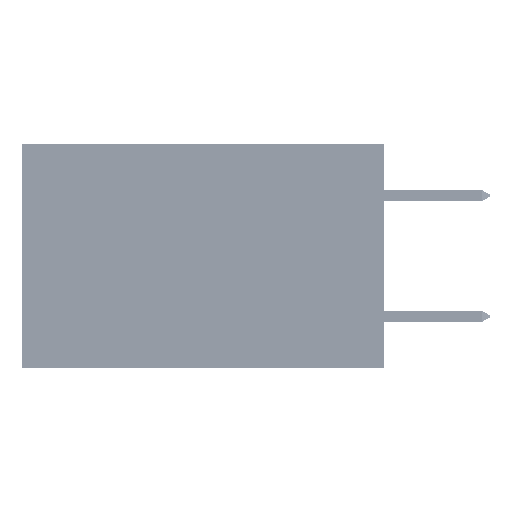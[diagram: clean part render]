
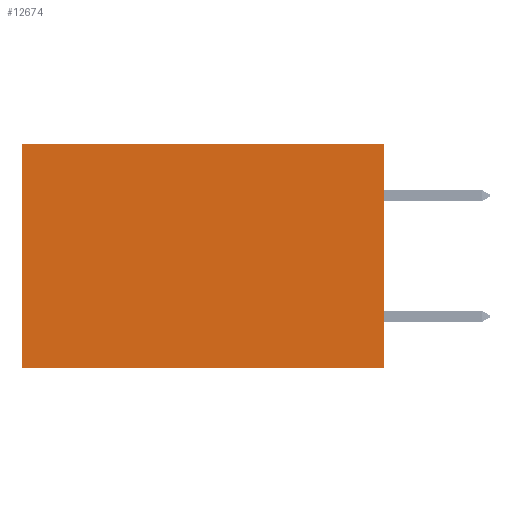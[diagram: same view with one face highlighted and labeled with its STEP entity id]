
A CAD part, left-side view. The second image highlights one B-rep face of the part: STEP entity #12674.
In plain terms, the highlighted planar face has unit normal (-1, 0, 0).
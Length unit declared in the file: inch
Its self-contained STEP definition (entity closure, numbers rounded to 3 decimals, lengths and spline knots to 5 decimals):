
#860 = LINE ( 'NONE', #40355, #34504 ) ;
#1424 = EDGE_CURVE ( 'NONE', #29494, #7004, #21839, .T. ) ;
#1447 = CARTESIAN_POINT ( 'NONE',  ( 0.2875, 0., -0.37 ) ) ;
#5921 = CARTESIAN_POINT ( 'NONE',  ( 0.2875, 0.6, 0. ) ) ;
#6940 = DIRECTION ( 'NONE',  ( 1., 0., 0. ) ) ;
#7004 = VERTEX_POINT ( 'NONE', #12781 ) ;
#8911 = EDGE_CURVE ( 'NONE', #27971, #7004, #39009, .T. ) ;
#10338 = DIRECTION ( 'NONE',  ( 0., 0., -1. ) ) ;
#10631 = DIRECTION ( 'NONE',  ( 0., 1., 0. ) ) ;
#11920 = VECTOR ( 'NONE', #34806, 39.37008 ) ;
#12674 = ADVANCED_FACE ( 'NONE', ( #36596 ), #24513, .F. ) ;
#12781 = CARTESIAN_POINT ( 'NONE',  ( 0.2875, 0.6, -0.37 ) ) ;
#12815 = ORIENTED_EDGE ( 'NONE', *, *, #8911, .T. ) ;
#13501 = VECTOR ( 'NONE', #23628, 39.37008 ) ;
#15338 = DIRECTION ( 'NONE',  ( 0., 1., 0. ) ) ;
#16258 = CARTESIAN_POINT ( 'NONE',  ( 0.2875, 0., 0. ) ) ;
#16730 = EDGE_CURVE ( 'NONE', #22119, #29494, #32257, .T. ) ;
#16960 = CARTESIAN_POINT ( 'NONE',  ( 0.2875, 0., 0. ) ) ;
#19545 = ORIENTED_EDGE ( 'NONE', *, *, #1424, .F. ) ;
#21839 = LINE ( 'NONE', #31422, #32878 ) ;
#22119 = VERTEX_POINT ( 'NONE', #35375 ) ;
#23266 = AXIS2_PLACEMENT_3D ( 'NONE', #16960, #6940, #10338 ) ;
#23446 = ORIENTED_EDGE ( 'NONE', *, *, #16730, .F. ) ;
#23628 = DIRECTION ( 'NONE',  ( 0., 0., -1. ) ) ;
#24513 = PLANE ( 'NONE',  #23266 ) ;
#27971 = VERTEX_POINT ( 'NONE', #30832 ) ;
#29494 = VERTEX_POINT ( 'NONE', #1447 ) ;
#30832 = CARTESIAN_POINT ( 'NONE',  ( 0.2875, 0.6, 0. ) ) ;
#31422 = CARTESIAN_POINT ( 'NONE',  ( 0.2875, 0., -0.37 ) ) ;
#32257 = LINE ( 'NONE', #16258, #13501 ) ;
#32878 = VECTOR ( 'NONE', #10631, 39.37008 ) ;
#34504 = VECTOR ( 'NONE', #15338, 39.37008 ) ;
#34806 = DIRECTION ( 'NONE',  ( 0., 0., -1. ) ) ;
#34868 = ORIENTED_EDGE ( 'NONE', *, *, #36551, .T. ) ;
#35375 = CARTESIAN_POINT ( 'NONE',  ( 0.2875, 0., 0. ) ) ;
#36551 = EDGE_CURVE ( 'NONE', #22119, #27971, #860, .T. ) ;
#36596 = FACE_OUTER_BOUND ( 'NONE', #41053, .T. ) ;
#39009 = LINE ( 'NONE', #5921, #11920 ) ;
#40355 = CARTESIAN_POINT ( 'NONE',  ( 0.2875, 0., 0. ) ) ;
#41053 = EDGE_LOOP ( 'NONE', ( #12815, #19545, #23446, #34868 ) ) ;
